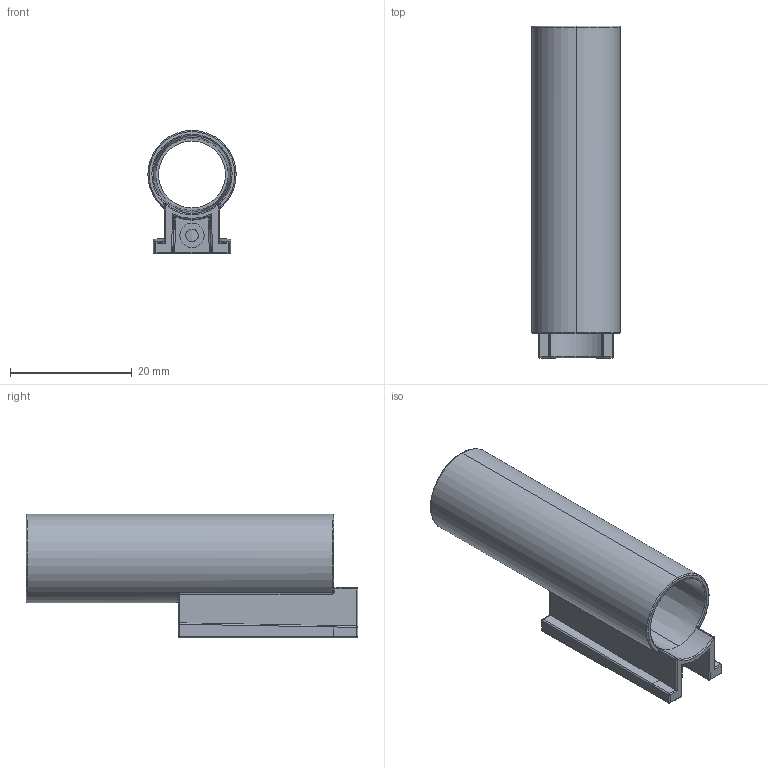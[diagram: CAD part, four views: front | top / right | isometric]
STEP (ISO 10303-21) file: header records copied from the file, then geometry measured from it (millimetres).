
FILE_DESCRIPTION (( 'STEP AP214' ), '1' );
FILE_NAME ('JXHSV06P-08009-d Automatic Leveling Seat.step', '2023-06-08T06:49:55', ( '微软用户' ), ( '微软中国' ), 'SwSTEP 2.0', 'SolidWorks 2020', '' );
FILE_SCHEMA (( 'AUTOMOTIVE_DESIGN' ));
Length unit declared in the file: millimetre
Products named in the file (1): JXHSV06P-08009-d Automatic Leveling Seat
Bounding box: 14.5 x 54.5 x 20.25 mm (x, y, z)
Volume: 3435 mm3; surface area: 5573.7 mm2
Topology: 1 solids, 1 shells, 183 faces, 441 edges, 242 vertices
Faces by surface type: cylinder 66, bspline 35, plane 30, sphere 21, torus 20, cone 11
Entity records: 6306 total; most frequent: CARTESIAN_POINT 2349, ORIENTED_EDGE 840, DIRECTION 780, EDGE_CURVE 420, AXIS2_PLACEMENT_3D 322, VERTEX_POINT 242, EDGE_LOOP 192, FACE_OUTER_BOUND 183
